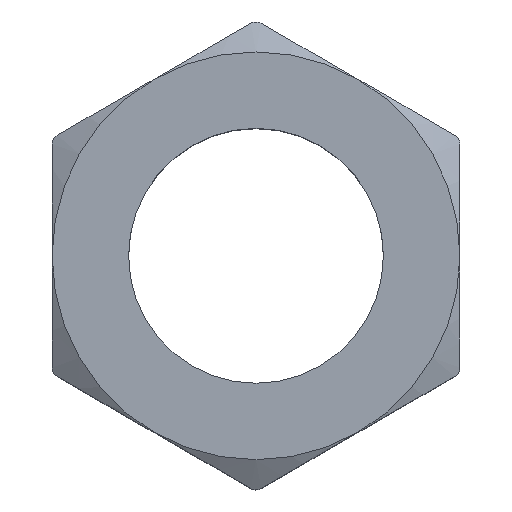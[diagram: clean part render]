
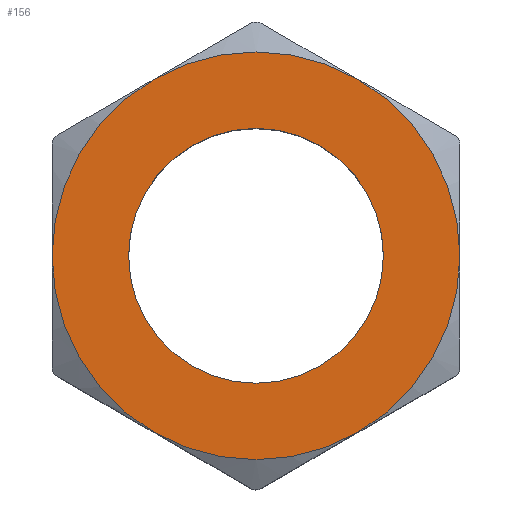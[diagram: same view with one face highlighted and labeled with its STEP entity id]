
A CAD part, top view. The second image highlights one B-rep face of the part: STEP entity #156.
In plain terms, the highlighted planar face has unit normal (0, 0, 1).
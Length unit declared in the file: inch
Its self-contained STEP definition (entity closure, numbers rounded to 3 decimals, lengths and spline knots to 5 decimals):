
#8 = DIRECTION ( 'NONE',  ( 1., 0., 0. ) ) ;
#11 = ORIENTED_EDGE ( 'NONE', *, *, #666, .F. ) ;
#20 = CIRCLE ( 'NONE', #980, 0.15625 ) ;
#28 = CARTESIAN_POINT ( 'NONE',  ( 0., 0., 0.13281 ) ) ;
#35 = CARTESIAN_POINT ( 'NONE',  ( 0., 0., 0.13281 ) ) ;
#51 = AXIS2_PLACEMENT_3D ( 'NONE', #660, #587, #139 ) ;
#53 = CARTESIAN_POINT ( 'NONE',  ( 0., 0., 0.13281 ) ) ;
#122 = VERTEX_POINT ( 'NONE', #334 ) ;
#127 = AXIS2_PLACEMENT_3D ( 'NONE', #883, #482, #642 ) ;
#128 = PLANE ( 'NONE',  #936 ) ;
#136 = DIRECTION ( 'NONE',  ( 0., 0., 1. ) ) ;
#139 = DIRECTION ( 'NONE',  ( 1., 0., 0. ) ) ;
#156 = ADVANCED_FACE ( 'NONE', ( #824, #464 ), #128, .T. ) ;
#157 = AXIS2_PLACEMENT_3D ( 'NONE', #382, #923, #8 ) ;
#162 = CARTESIAN_POINT ( 'NONE',  ( 0.25, 0., 0.13281 ) ) ;
#182 = DIRECTION ( 'NONE',  ( 1., 0., 0. ) ) ;
#197 = CARTESIAN_POINT ( 'NONE',  ( 0., 0., 0.13281 ) ) ;
#200 = EDGE_CURVE ( 'NONE', #221, #707, #650, .T. ) ;
#204 = CIRCLE ( 'NONE', #381, 0.25 ) ;
#209 = AXIS2_PLACEMENT_3D ( 'NONE', #53, #136, #423 ) ;
#218 = VERTEX_POINT ( 'NONE', #913 ) ;
#221 = VERTEX_POINT ( 'NONE', #453 ) ;
#231 = ORIENTED_EDGE ( 'NONE', *, *, #851, .T. ) ;
#251 = CARTESIAN_POINT ( 'NONE',  ( 0.125, -0.21651, 0.13281 ) ) ;
#257 = CIRCLE ( 'NONE', #647, 0.25 ) ;
#262 = DIRECTION ( 'NONE',  ( 0., 0., 1. ) ) ;
#334 = CARTESIAN_POINT ( 'NONE',  ( 0.125, 0.21651, 0.13281 ) ) ;
#340 = DIRECTION ( 'NONE',  ( 0., 0., 1. ) ) ;
#348 = ORIENTED_EDGE ( 'NONE', *, *, #200, .T. ) ;
#352 = VERTEX_POINT ( 'NONE', #636 ) ;
#355 = EDGE_CURVE ( 'NONE', #661, #218, #20, .T. ) ;
#356 = AXIS2_PLACEMENT_3D ( 'NONE', #778, #383, #182 ) ;
#378 = CIRCLE ( 'NONE', #356, 0.25 ) ;
#381 = AXIS2_PLACEMENT_3D ( 'NONE', #28, #695, #396 ) ;
#382 = CARTESIAN_POINT ( 'NONE',  ( 0., 0., 0.13281 ) ) ;
#383 = DIRECTION ( 'NONE',  ( 0., 0., 1. ) ) ;
#387 = EDGE_CURVE ( 'NONE', #657, #122, #204, .T. ) ;
#396 = DIRECTION ( 'NONE',  ( 1., 0., 0. ) ) ;
#398 = CARTESIAN_POINT ( 'NONE',  ( 0., 0., 0.13281 ) ) ;
#406 = EDGE_CURVE ( 'NONE', #446, #657, #378, .T. ) ;
#408 = DIRECTION ( 'NONE',  ( 1., 0., 0. ) ) ;
#423 = DIRECTION ( 'NONE',  ( 1., 0., 0. ) ) ;
#427 = CIRCLE ( 'NONE', #157, 0.15625 ) ;
#446 = VERTEX_POINT ( 'NONE', #251 ) ;
#453 = CARTESIAN_POINT ( 'NONE',  ( -0.125, 0.21651, 0.13281 ) ) ;
#464 = FACE_OUTER_BOUND ( 'NONE', #619, .T. ) ;
#482 = DIRECTION ( 'NONE',  ( 0., 0., 1. ) ) ;
#488 = ORIENTED_EDGE ( 'NONE', *, *, #406, .T. ) ;
#495 = ORIENTED_EDGE ( 'NONE', *, *, #513, .T. ) ;
#513 = EDGE_CURVE ( 'NONE', #122, #221, #257, .T. ) ;
#547 = EDGE_LOOP ( 'NONE', ( #11, #857 ) ) ;
#567 = ORIENTED_EDGE ( 'NONE', *, *, #387, .T. ) ;
#587 = DIRECTION ( 'NONE',  ( 0., 0., 1. ) ) ;
#619 = EDGE_LOOP ( 'NONE', ( #488, #567, #495, #348, #918, #231 ) ) ;
#636 = CARTESIAN_POINT ( 'NONE',  ( -0.125, -0.21651, 0.13281 ) ) ;
#641 = DIRECTION ( 'NONE',  ( 1., 0., 0. ) ) ;
#642 = DIRECTION ( 'NONE',  ( 1., 0., 0. ) ) ;
#647 = AXIS2_PLACEMENT_3D ( 'NONE', #197, #262, #641 ) ;
#650 = CIRCLE ( 'NONE', #127, 0.25 ) ;
#657 = VERTEX_POINT ( 'NONE', #162 ) ;
#660 = CARTESIAN_POINT ( 'NONE',  ( 0., 0., 0.13281 ) ) ;
#661 = VERTEX_POINT ( 'NONE', #685 ) ;
#666 = EDGE_CURVE ( 'NONE', #218, #661, #427, .T. ) ;
#685 = CARTESIAN_POINT ( 'NONE',  ( -0.15625, 0., 0.13281 ) ) ;
#695 = DIRECTION ( 'NONE',  ( 0., 0., 1. ) ) ;
#707 = VERTEX_POINT ( 'NONE', #758 ) ;
#708 = DIRECTION ( 'NONE',  ( 1., 0., 0. ) ) ;
#758 = CARTESIAN_POINT ( 'NONE',  ( -0.25, 0., 0.13281 ) ) ;
#778 = CARTESIAN_POINT ( 'NONE',  ( 0., 0., 0.13281 ) ) ;
#782 = DIRECTION ( 'NONE',  ( 0., 0., 1. ) ) ;
#807 = EDGE_CURVE ( 'NONE', #707, #352, #941, .T. ) ;
#824 = FACE_BOUND ( 'NONE', #547, .T. ) ;
#851 = EDGE_CURVE ( 'NONE', #352, #446, #854, .T. ) ;
#854 = CIRCLE ( 'NONE', #209, 0.25 ) ;
#857 = ORIENTED_EDGE ( 'NONE', *, *, #355, .F. ) ;
#883 = CARTESIAN_POINT ( 'NONE',  ( 0., 0., 0.13281 ) ) ;
#913 = CARTESIAN_POINT ( 'NONE',  ( 0.15625, 0., 0.13281 ) ) ;
#918 = ORIENTED_EDGE ( 'NONE', *, *, #807, .T. ) ;
#923 = DIRECTION ( 'NONE',  ( 0., 0., 1. ) ) ;
#936 = AXIS2_PLACEMENT_3D ( 'NONE', #35, #340, #408 ) ;
#941 = CIRCLE ( 'NONE', #51, 0.25 ) ;
#980 = AXIS2_PLACEMENT_3D ( 'NONE', #398, #782, #708 ) ;
